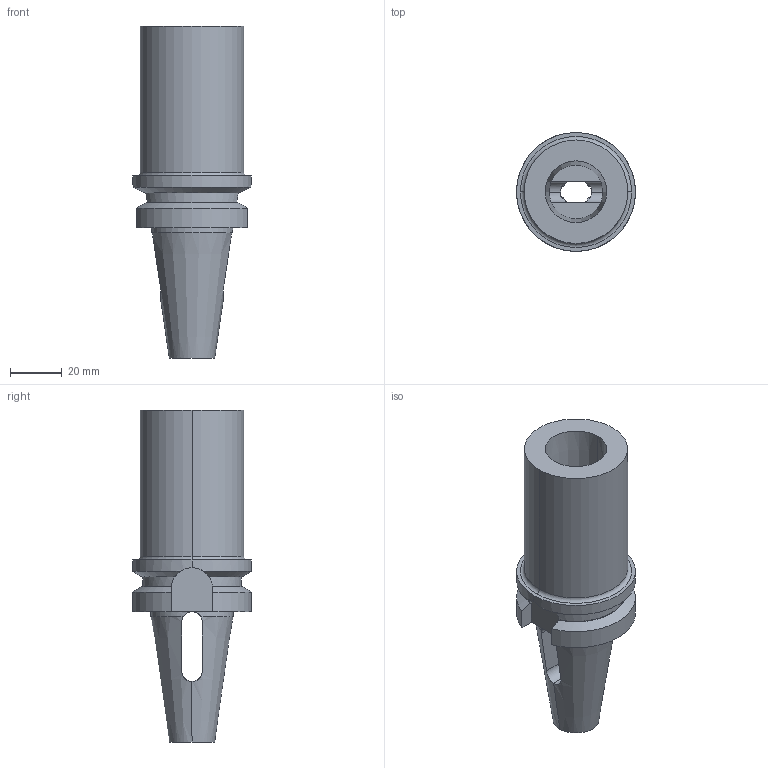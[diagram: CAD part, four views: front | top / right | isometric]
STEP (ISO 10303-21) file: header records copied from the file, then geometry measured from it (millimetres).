
FILE_DESCRIPTION (( 'STEP AP203' ), '1' );
FILE_NAME ('STP-5010-465-003-080-0(17010).STEP', '2021-06-23T02:01:36', ( '' ), ( '' ), 'SwSTEP 2.0', 'SolidWorks 2017', '' );
FILE_SCHEMA (( 'CONFIG_CONTROL_DESIGN' ));
Length unit declared in the file: millimetre
Products named in the file (1): STP-5010-465-003-080-0(17010)
Bounding box: 46 x 46 x 128.4 mm (x, y, z)
Volume: 85890.3 mm3; surface area: 24728.5 mm2
Topology: 1 solids, 1 shells, 61 faces, 168 edges, 109 vertices
Faces by surface type: cylinder 27, plane 22, cone 10, torus 2
Entity records: 2354 total; most frequent: CARTESIAN_POINT 761, ORIENTED_EDGE 336, DIRECTION 295, EDGE_CURVE 168, AXIS2_PLACEMENT_3D 115, VERTEX_POINT 109, EDGE_LOOP 67, LINE 65
